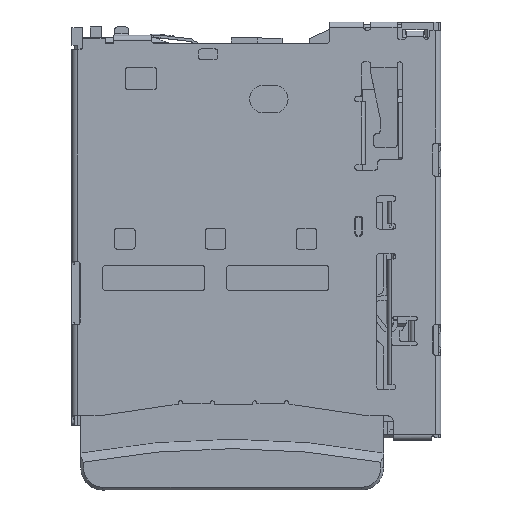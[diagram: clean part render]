
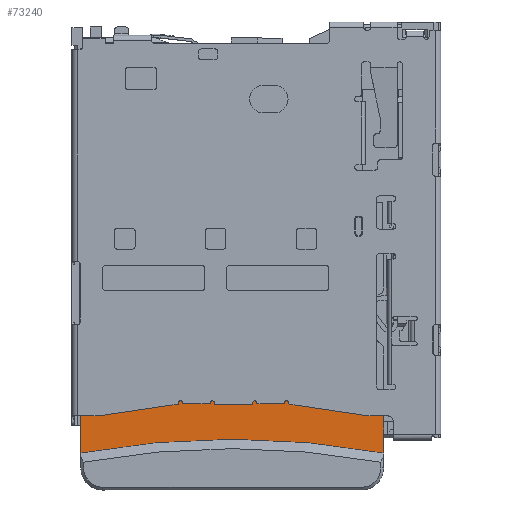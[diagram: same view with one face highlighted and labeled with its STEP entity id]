
A CAD part, top view. The second image highlights one B-rep face of the part: STEP entity #73240.
In plain terms, the highlighted planar face has unit normal (0, 0, 1).
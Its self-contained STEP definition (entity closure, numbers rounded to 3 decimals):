
#33920=CARTESIAN_POINT('',(7.06,19.58,
1.15));
#33930=VERTEX_POINT('',#33920);
#33960=CARTESIAN_POINT('',(0.,19.58,1.15));
#33970=DIRECTION('',(1.,0.,-0.));
#33980=VECTOR('',#33970,1.);
#33990=LINE('',#33960,#33980);
#34000=CARTESIAN_POINT('',(7.69,19.58,
1.15));
#34010=VERTEX_POINT('',#34000);
#34020=EDGE_CURVE('',#33930,#34010,#33990,.T.);
#66970=CARTESIAN_POINT('',(-3.31,19.58,
1.15));
#66980=VERTEX_POINT('',#66970);
#67530=CARTESIAN_POINT('',(-3.31,20.933,
1.15));
#67540=VERTEX_POINT('',#67530);
#67570=CARTESIAN_POINT('',(-3.31,0.,1.15));
#67580=DIRECTION('',(-0.,-1.,0.));
#67590=VECTOR('',#67580,1.);
#67600=LINE('',#67570,#67590);
#67610=EDGE_CURVE('',#67540,#66980,#67600,.T.);
#67930=CARTESIAN_POINT('',(7.69,20.933,
1.15));
#67940=VERTEX_POINT('',#67930);
#67990=CARTESIAN_POINT('',(2.19,50.77,
1.15));
#68000=DIRECTION('',(0.,0.,-1.));
#68010=DIRECTION('',(0.,-1.,0.));
#68020=AXIS2_PLACEMENT_3D('',#67990,#68000,#68010);
#68030=CIRCLE('',#68020,30.34);
#68040=EDGE_CURVE('',#67940,#67540,#68030,.T.);
#71230=CARTESIAN_POINT('',(7.69,0.,1.15));
#71240=DIRECTION('',(0.,-1.,0.));
#71250=VECTOR('',#71240,1.);
#71260=LINE('',#71230,#71250);
#71270=EDGE_CURVE('',#67940,#34010,#71260,.T.);
#71470=CARTESIAN_POINT('',(7.972,20.987,
1.15));
#71480=DIRECTION('',(0.,0.,1.));
#71490=DIRECTION('',(1.,0.,-0.));
#71500=AXIS2_PLACEMENT_3D('',#71470,#71480,#71490);
#71510=PLANE('',#71500);
#71520=CARTESIAN_POINT('',(1.365,19.105,
1.15));
#71530=DIRECTION('',(0.,0.,1.));
#71540=DIRECTION('',(1.,0.,0.));
#71550=AXIS2_PLACEMENT_3D('',#71520,#71530,#71540);
#71560=CIRCLE('',#71550,0.075);
#71570=CARTESIAN_POINT('',(1.29,19.105,
1.15));
#71580=VERTEX_POINT('',#71570);
#71590=CARTESIAN_POINT('',(1.44,19.105,
1.15));
#71600=VERTEX_POINT('',#71590);
#71610=EDGE_CURVE('',#71580,#71600,#71560,.T.);
#71620=ORIENTED_EDGE('',*,*,#71610,.T.);
#71630=CARTESIAN_POINT('',(1.29,0.,1.15));
#71640=DIRECTION('',(-0.,1.,0.));
#71650=VECTOR('',#71640,1.);
#71660=LINE('',#71630,#71650);
#71670=CARTESIAN_POINT('',(1.29,19.13,
1.15));
#71680=VERTEX_POINT('',#71670);
#71690=EDGE_CURVE('',#71580,#71680,#71660,.T.);
#71700=ORIENTED_EDGE('',*,*,#71690,.F.);
#71710=CARTESIAN_POINT('',(0.,19.13,1.15));
#71720=DIRECTION('',(-1.,0.,0.));
#71730=VECTOR('',#71720,1.);
#71740=LINE('',#71710,#71730);
#71750=CARTESIAN_POINT('',(0.29,19.13,
1.15));
#71760=VERTEX_POINT('',#71750);
#71770=EDGE_CURVE('',#71680,#71760,#71740,.T.);
#71780=ORIENTED_EDGE('',*,*,#71770,.F.);
#71790=CARTESIAN_POINT('',(0.29,0.,1.15));
#71800=DIRECTION('',(-0.,-1.,0.));
#71810=VECTOR('',#71800,1.);
#71820=LINE('',#71790,#71810);
#71830=CARTESIAN_POINT('',(0.29,19.105,
1.15));
#71840=VERTEX_POINT('',#71830);
#71850=EDGE_CURVE('',#71760,#71840,#71820,.T.);
#71860=ORIENTED_EDGE('',*,*,#71850,.F.);
#71870=CARTESIAN_POINT('',(0.215,19.105,
1.15));
#71880=DIRECTION('',(-0.,-0.,1.));
#71890=DIRECTION('',(-1.,0.,-0.));
#71900=AXIS2_PLACEMENT_3D('',#71870,#71880,#71890);
#71910=CIRCLE('',#71900,0.075);
#71920=CARTESIAN_POINT('',(0.14,19.105,
1.15));
#71930=VERTEX_POINT('',#71920);
#71940=EDGE_CURVE('',#71930,#71840,#71910,.T.);
#71950=ORIENTED_EDGE('',*,*,#71940,.T.);
#71960=CARTESIAN_POINT('',(0.065,19.105,
1.15));
#71970=DIRECTION('',(0.,0.,-1.));
#71980=DIRECTION('',(-1.,0.,0.));
#71990=AXIS2_PLACEMENT_3D('',#71960,#71970,#71980);
#72000=CIRCLE('',#71990,0.075);
#72010=CARTESIAN_POINT('',(0.065,19.18,
1.15));
#72020=VERTEX_POINT('',#72010);
#72030=EDGE_CURVE('',#72020,#71930,#72000,.T.);
#72040=ORIENTED_EDGE('',*,*,#72030,.T.);
#72050=CARTESIAN_POINT('',(0.,19.18,1.15));
#72060=DIRECTION('',(-1.,0.,0.));
#72070=VECTOR('',#72060,1.);
#72080=LINE('',#72050,#72070);
#72090=CARTESIAN_POINT('',(-0.06,19.18,
1.15));
#72100=VERTEX_POINT('',#72090);
#72110=EDGE_CURVE('',#72020,#72100,#72080,.T.);
#72120=ORIENTED_EDGE('',*,*,#72110,.F.);
#72130=CARTESIAN_POINT('',(0.,19.171,1.15));
#72140=DIRECTION('',(0.989,-0.145,-0.));
#72150=VECTOR('',#72140,1.);
#72160=LINE('',#72130,#72150);
#72170=CARTESIAN_POINT('',(-2.78,19.58,
1.15));
#72180=VERTEX_POINT('',#72170);
#72190=EDGE_CURVE('',#72180,#72100,#72160,.T.);
#72200=ORIENTED_EDGE('',*,*,#72190,.T.);
#72210=CARTESIAN_POINT('',(0.,19.58,1.15));
#72220=DIRECTION('',(-1.,0.,0.));
#72230=VECTOR('',#72220,1.);
#72240=LINE('',#72210,#72230);
#72250=EDGE_CURVE('',#72180,#66980,#72240,.T.);
#72260=ORIENTED_EDGE('',*,*,#72250,.F.);
#72270=ORIENTED_EDGE('',*,*,#67610,.T.);
#72280=ORIENTED_EDGE('',*,*,#68040,.T.);
#72290=ORIENTED_EDGE('',*,*,#71270,.F.);
#72300=ORIENTED_EDGE('',*,*,#34020,.T.);
#72310=CARTESIAN_POINT('',(0.,18.542,1.15));
#72320=DIRECTION('',(0.989,0.145,-0.));
#72330=VECTOR('',#72320,1.);
#72340=LINE('',#72310,#72330);
#72350=CARTESIAN_POINT('',(4.34,19.18,
1.15));
#72360=VERTEX_POINT('',#72350);
#72370=EDGE_CURVE('',#72360,#33930,#72340,.T.);
#72380=ORIENTED_EDGE('',*,*,#72370,.T.);
#72390=CARTESIAN_POINT('',(0.,19.18,1.15));
#72400=DIRECTION('',(-1.,0.,0.));
#72410=VECTOR('',#72400,1.);
#72420=LINE('',#72390,#72410);
#72430=CARTESIAN_POINT('',(4.215,19.18,
1.15));
#72440=VERTEX_POINT('',#72430);
#72450=EDGE_CURVE('',#72360,#72440,#72420,.T.);
#72460=ORIENTED_EDGE('',*,*,#72450,.F.);
#72470=CARTESIAN_POINT('',(4.215,19.105,
1.15));
#72480=DIRECTION('',(0.,0.,-1.));
#72490=DIRECTION('',(-1.,0.,0.));
#72500=AXIS2_PLACEMENT_3D('',#72470,#72480,#72490);
#72510=CIRCLE('',#72500,0.075);
#72520=CARTESIAN_POINT('',(4.14,19.105,
1.15));
#72530=VERTEX_POINT('',#72520);
#72540=EDGE_CURVE('',#72530,#72440,#72510,.T.);
#72550=ORIENTED_EDGE('',*,*,#72540,.T.);
#72560=CARTESIAN_POINT('',(4.065,19.105,
1.15));
#72570=DIRECTION('',(0.,0.,1.));
#72580=DIRECTION('',(1.,0.,0.));
#72590=AXIS2_PLACEMENT_3D('',#72560,#72570,#72580);
#72600=CIRCLE('',#72590,0.075);
#72610=CARTESIAN_POINT('',(3.99,19.105,
1.15));
#72620=VERTEX_POINT('',#72610);
#72630=EDGE_CURVE('',#72620,#72530,#72600,.T.);
#72640=ORIENTED_EDGE('',*,*,#72630,.T.);
#72650=CARTESIAN_POINT('',(3.99,0.,1.15));
#72660=DIRECTION('',(-0.,1.,0.));
#72670=VECTOR('',#72660,1.);
#72680=LINE('',#72650,#72670);
#72690=CARTESIAN_POINT('',(3.99,19.13,
1.15));
#72700=VERTEX_POINT('',#72690);
#72710=EDGE_CURVE('',#72620,#72700,#72680,.T.);
#72720=ORIENTED_EDGE('',*,*,#72710,.F.);
#72730=CARTESIAN_POINT('',(0.,19.13,1.15));
#72740=DIRECTION('',(-1.,0.,0.));
#72750=VECTOR('',#72740,1.);
#72760=LINE('',#72730,#72750);
#72770=CARTESIAN_POINT('',(2.99,19.13,
1.15));
#72780=VERTEX_POINT('',#72770);
#72790=EDGE_CURVE('',#72700,#72780,#72760,.T.);
#72800=ORIENTED_EDGE('',*,*,#72790,.F.);
#72810=CARTESIAN_POINT('',(2.99,0.,1.15));
#72820=DIRECTION('',(-0.,-1.,0.));
#72830=VECTOR('',#72820,1.);
#72840=LINE('',#72810,#72830);
#72850=CARTESIAN_POINT('',(2.99,19.105,
1.15));
#72860=VERTEX_POINT('',#72850);
#72870=EDGE_CURVE('',#72780,#72860,#72840,.T.);
#72880=ORIENTED_EDGE('',*,*,#72870,.F.);
#72890=CARTESIAN_POINT('',(2.915,19.105,
1.15));
#72900=DIRECTION('',(-0.,-0.,1.));
#72910=DIRECTION('',(-1.,0.,-0.));
#72920=AXIS2_PLACEMENT_3D('',#72890,#72900,#72910);
#72930=CIRCLE('',#72920,0.075);
#72940=CARTESIAN_POINT('',(2.84,19.105,
1.15));
#72950=VERTEX_POINT('',#72940);
#72960=EDGE_CURVE('',#72950,#72860,#72930,.T.);
#72970=ORIENTED_EDGE('',*,*,#72960,.T.);
#72980=CARTESIAN_POINT('',(2.765,19.105,
1.15));
#72990=DIRECTION('',(0.,0.,-1.));
#73000=DIRECTION('',(-1.,0.,0.));
#73010=AXIS2_PLACEMENT_3D('',#72980,#72990,#73000);
#73020=CIRCLE('',#73010,0.075);
#73030=CARTESIAN_POINT('',(2.765,19.18,
1.15));
#73040=VERTEX_POINT('',#73030);
#73050=EDGE_CURVE('',#73040,#72950,#73020,.T.);
#73060=ORIENTED_EDGE('',*,*,#73050,.T.);
#73070=CARTESIAN_POINT('',(0.,19.18,1.15));
#73080=DIRECTION('',(-1.,0.,0.));
#73090=VECTOR('',#73080,1.);
#73100=LINE('',#73070,#73090);
#73110=CARTESIAN_POINT('',(1.515,19.18,
1.15));
#73120=VERTEX_POINT('',#73110);
#73130=EDGE_CURVE('',#73040,#73120,#73100,.T.);
#73140=ORIENTED_EDGE('',*,*,#73130,.F.);
#73150=CARTESIAN_POINT('',(1.515,19.105,
1.15));
#73160=DIRECTION('',(0.,0.,-1.));
#73170=DIRECTION('',(-1.,0.,0.));
#73180=AXIS2_PLACEMENT_3D('',#73150,#73160,#73170);
#73190=CIRCLE('',#73180,0.075);
#73200=EDGE_CURVE('',#71600,#73120,#73190,.T.);
#73210=ORIENTED_EDGE('',*,*,#73200,.T.);
#73220=EDGE_LOOP('',(#73210,#73140,#73060,#72970,#72880,#72800,#72720,
#72640,#72550,#72460,#72380,#72300,#72290,#72280,#72270,#72260,#72200,
#72120,#72040,#71950,#71860,#71780,#71700,#71620));
#73230=FACE_OUTER_BOUND('',#73220,.T.);
#73240=ADVANCED_FACE('',(#73230),#71510,.T.);
